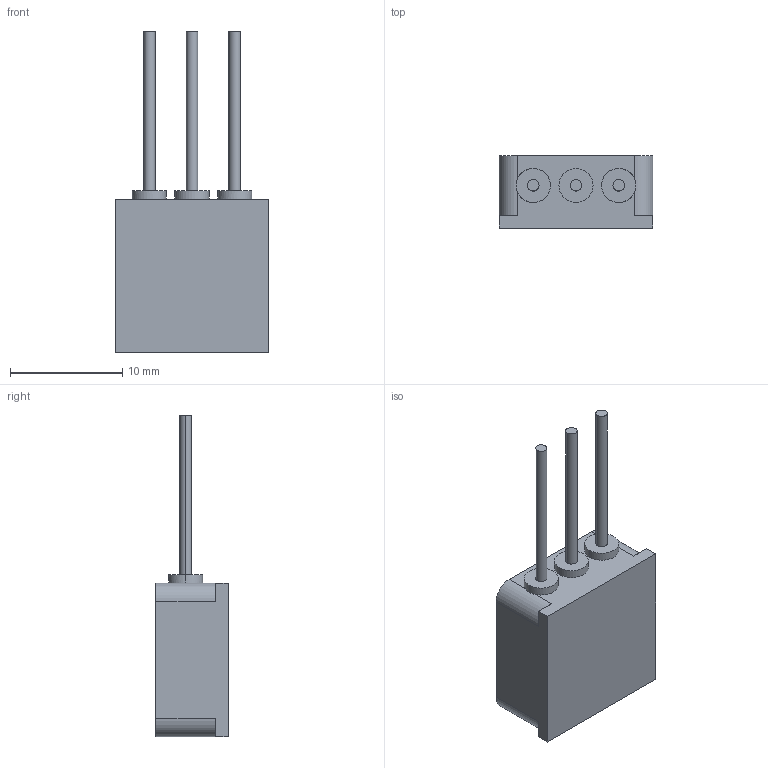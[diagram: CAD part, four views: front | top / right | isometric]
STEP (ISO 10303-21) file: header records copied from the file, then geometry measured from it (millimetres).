
FILE_DESCRIPTION (( 'STEP AP203' ), '1' );
FILE_NAME ('D100763G-STEP Rev A.STEP', '2021-11-11T14:00:08', ( '' ), ( '' ), 'SwSTEP 2.0', 'SolidWorks 2018', '' );
FILE_SCHEMA (( 'CONFIG_CONTROL_DESIGN' ));
Length unit declared in the file: inch
Products named in the file (1): D100763G-STEP Rev A
Bounding box: 13.72 x 6.48 x 28.7 mm (x, y, z)
Volume: 1257.1 mm3; surface area: 877.3 mm2
Topology: 1 solids, 1 shells, 289 faces, 752 edges, 500 vertices
Faces by surface type: plane 203, bspline 61, cylinder 25
Entity records: 12045 total; most frequent: CARTESIAN_POINT 5227, ORIENTED_EDGE 1504, DIRECTION 1142, EDGE_CURVE 752, LINE 576, VECTOR 576, VERTEX_POINT 500, EDGE_LOOP 324
